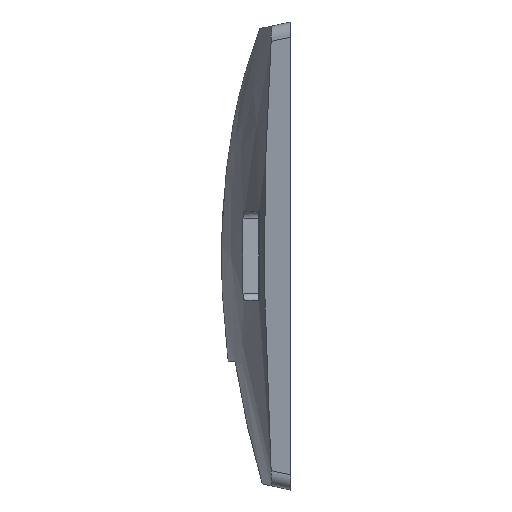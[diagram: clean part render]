
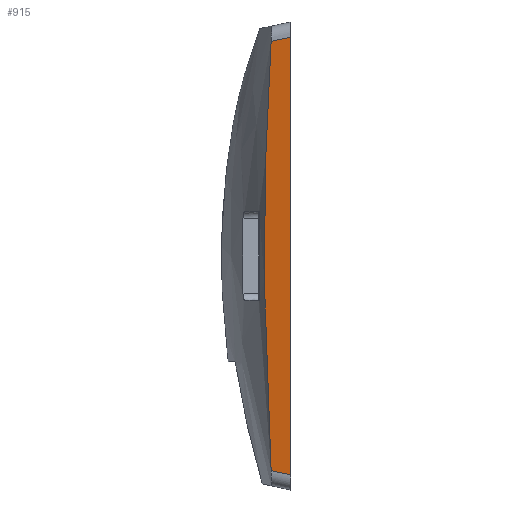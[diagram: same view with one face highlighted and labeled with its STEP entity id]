
A CAD part, left-side view. The second image highlights one B-rep face of the part: STEP entity #915.
In plain terms, the highlighted free-form (B-spline) face has degree [1, 1] with [2, 2] control points.
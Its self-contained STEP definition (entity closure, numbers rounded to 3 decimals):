
#232=ORIENTED_EDGE('trim curve',*,*,#537,.F.);
#233=ORIENTED_EDGE('trim curve',*,*,#519,.F.);
#234=ORIENTED_EDGE('trim curve',*,*,#538,.T.);
#235=ORIENTED_EDGE('trim curve',*,*,#505,.T.);
#377=VERTEX_POINT('Trimming Point',#2159);
#383=VERTEX_POINT('Trimming Point',#2218);
#392=VERTEX_POINT('Trimming Point',#2625);
#393=VERTEX_POINT('Trimming Point',#2630);
#505=EDGE_CURVE('Edge Curve',#377,#383,#652,.T.);
#519=EDGE_CURVE('Edge Curve',#392,#393,#666,.T.);
#537=EDGE_CURVE('Edge Curve',#393,#383,#684,.T.);
#538=EDGE_CURVE('Edge Curve',#392,#377,#685,.T.);
#652=(
BOUNDED_CURVE()
B_SPLINE_CURVE(3,(#2243,#2244,#2245,#2246),.UNSPECIFIED.,.U.,.U.)
B_SPLINE_CURVE_WITH_KNOTS((4,4),(0.,30.634),.UNSPECIFIED.)
CURVE()
GEOMETRIC_REPRESENTATION_ITEM()
RATIONAL_B_SPLINE_CURVE((1.,1.,1.,1.))
REPRESENTATION_ITEM('node')
);
#666=(
BOUNDED_CURVE()
B_SPLINE_CURVE(3,(#2626,#2627,#2628,#2629,#2630),.UNSPECIFIED.,.U.,.U.)
B_SPLINE_CURVE_WITH_KNOTS((4,1,4),(0.043,0.51,
0.977),.UNSPECIFIED.)
CURVE()
GEOMETRIC_REPRESENTATION_ITEM()
RATIONAL_B_SPLINE_CURVE((1.,1.,1.,1.,1.))
REPRESENTATION_ITEM('node')
);
#684=(
BOUNDED_CURVE()
B_SPLINE_CURVE(1,(#2872,#2873),.UNSPECIFIED.,.U.,.U.)
B_SPLINE_CURVE_WITH_KNOTS((2,2),(0.469,0.892),.UNSPECIFIED.)
CURVE()
GEOMETRIC_REPRESENTATION_ITEM()
RATIONAL_B_SPLINE_CURVE((1.,1.))
REPRESENTATION_ITEM('node')
);
#685=(
BOUNDED_CURVE()
B_SPLINE_CURVE(1,(#2878,#2879),.UNSPECIFIED.,.U.,.U.)
B_SPLINE_CURVE_WITH_KNOTS((2,2),(-0.018,-0.004),
 .UNSPECIFIED.)
CURVE()
GEOMETRIC_REPRESENTATION_ITEM()
RATIONAL_B_SPLINE_CURVE((1.,1.))
REPRESENTATION_ITEM('node')
);
#750=EDGE_LOOP('trim boundary',(#232,#233,#234,#235));
#805=FACE_OUTER_BOUND('Boundary Edges',#750,.T.);
#860=(
BOUNDED_SURFACE()
B_SPLINE_SURFACE(1,1,((#2874,#2875),(#2876,#2877)),.UNSPECIFIED.,.U.,.U.,
 .U.)
B_SPLINE_SURFACE_WITH_KNOTS((2,2),(2,2),(4.443,324.587),
(-0.45,22.928),.UNSPECIFIED.)
GEOMETRIC_REPRESENTATION_ITEM()
RATIONAL_B_SPLINE_SURFACE(((1.,1.),(1.,1.)))
REPRESENTATION_ITEM('trim region')
SURFACE()
);
#915=ADVANCED_FACE('trim region',(#805),#860,.T.);
#2159=CARTESIAN_POINT('CVs',(-274.07,-63.5,-29.371));
#2218=CARTESIAN_POINT('CVs',(-274.07,-63.5,276.971));
#2243=CARTESIAN_POINT('CVs',(-274.07,-63.5,-29.371));
#2244=CARTESIAN_POINT('CVs',(-274.07,-63.5,72.743));
#2245=CARTESIAN_POINT('CVs',(-274.07,-63.5,174.857));
#2246=CARTESIAN_POINT('CVs',(-274.07,-63.5,276.971));
#2625=CARTESIAN_POINT('CVs',(-271.168,-49.847,-26.469));
#2626=CARTESIAN_POINT('CVs',(-271.168,-49.847,-26.469));
#2627=CARTESIAN_POINT('CVs',(-270.483,-46.626,23.545));
#2628=CARTESIAN_POINT('CVs',(-269.797,-43.399,123.8));
#2629=CARTESIAN_POINT('CVs',(-270.483,-46.626,224.055));
#2630=CARTESIAN_POINT('CVs',(-271.168,-49.847,274.069));
#2872=CARTESIAN_POINT('CVs',(-271.168,-49.847,274.069));
#2873=CARTESIAN_POINT('CVs',(-274.07,-63.5,276.971));
#2874=CARTESIAN_POINT('CVs',(-274.907,-67.44,-36.272));
#2875=CARTESIAN_POINT('CVs',(-270.047,-44.573,-36.272));
#2876=CARTESIAN_POINT('CVs',(-274.907,-67.44,283.872));
#2877=CARTESIAN_POINT('CVs',(-270.047,-44.573,283.872));
#2878=CARTESIAN_POINT('CVs',(-271.168,-49.847,-26.469));
#2879=CARTESIAN_POINT('CVs',(-274.07,-63.5,-29.371));
